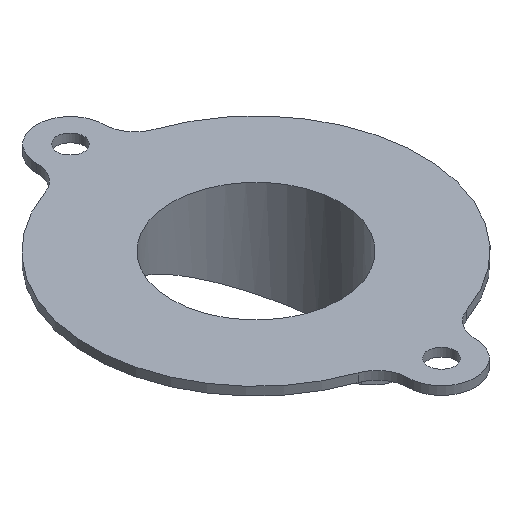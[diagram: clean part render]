
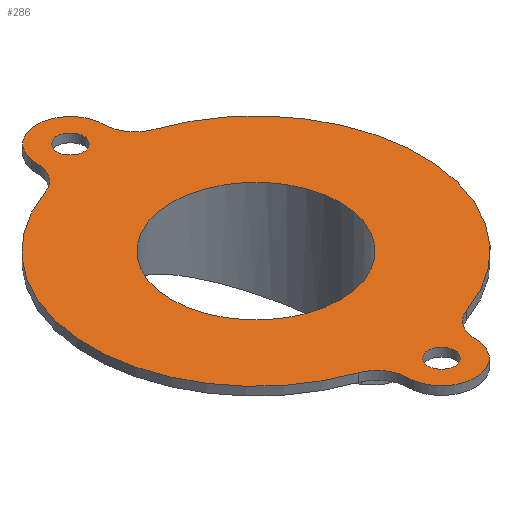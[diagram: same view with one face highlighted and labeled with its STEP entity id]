
A CAD part, isometric view. The second image highlights one B-rep face of the part: STEP entity #286.
In plain terms, the highlighted planar face has unit normal (0, 0, 1).
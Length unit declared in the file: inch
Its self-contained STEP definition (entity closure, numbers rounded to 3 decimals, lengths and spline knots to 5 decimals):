
#15=CIRCLE('',#305,0.3937);
#17=CIRCLE('',#308,0.06299);
#19=CIRCLE('',#311,0.06299);
#20=CIRCLE('',#313,0.14382);
#22=CIRCLE('',#316,0.15748);
#24=CIRCLE('',#319,0.14382);
#26=CIRCLE('',#322,0.77323);
#28=CIRCLE('',#325,0.14382);
#30=CIRCLE('',#328,0.15748);
#32=CIRCLE('',#331,0.14382);
#34=CIRCLE('',#334,0.77323);
#48=FACE_BOUND('',#90,.T.);
#49=FACE_BOUND('',#91,.T.);
#50=FACE_BOUND('',#92,.T.);
#56=PLANE('',#336);
#72=FACE_OUTER_BOUND('',#89,.T.);
#89=EDGE_LOOP('',(#247,#248,#249,#250,#251,#252,#253,#254));
#90=EDGE_LOOP('',(#255));
#91=EDGE_LOOP('',(#256));
#92=EDGE_LOOP('',(#257));
#132=VERTEX_POINT('',#572);
#134=VERTEX_POINT('',#578);
#136=VERTEX_POINT('',#584);
#137=VERTEX_POINT('',#588);
#138=VERTEX_POINT('',#589);
#141=VERTEX_POINT('',#597);
#143=VERTEX_POINT('',#603);
#145=VERTEX_POINT('',#609);
#147=VERTEX_POINT('',#615);
#149=VERTEX_POINT('',#621);
#151=VERTEX_POINT('',#627);
#161=EDGE_CURVE('',#132,#132,#15,.T.);
#164=EDGE_CURVE('',#134,#134,#17,.T.);
#167=EDGE_CURVE('',#136,#136,#19,.T.);
#168=EDGE_CURVE('',#137,#138,#20,.T.);
#172=EDGE_CURVE('',#137,#141,#22,.T.);
#175=EDGE_CURVE('',#143,#141,#24,.T.);
#178=EDGE_CURVE('',#143,#145,#26,.T.);
#181=EDGE_CURVE('',#147,#145,#28,.T.);
#184=EDGE_CURVE('',#147,#149,#30,.T.);
#187=EDGE_CURVE('',#151,#149,#32,.T.);
#190=EDGE_CURVE('',#151,#138,#34,.T.);
#247=ORIENTED_EDGE('',*,*,#190,.T.);
#248=ORIENTED_EDGE('',*,*,#168,.F.);
#249=ORIENTED_EDGE('',*,*,#172,.T.);
#250=ORIENTED_EDGE('',*,*,#175,.F.);
#251=ORIENTED_EDGE('',*,*,#178,.T.);
#252=ORIENTED_EDGE('',*,*,#181,.F.);
#253=ORIENTED_EDGE('',*,*,#184,.T.);
#254=ORIENTED_EDGE('',*,*,#187,.F.);
#255=ORIENTED_EDGE('',*,*,#161,.T.);
#256=ORIENTED_EDGE('',*,*,#167,.T.);
#257=ORIENTED_EDGE('',*,*,#164,.T.);
#286=ADVANCED_FACE('',(#72,#48,#49,#50),#56,.T.);
#305=AXIS2_PLACEMENT_3D('',#574,#349,#350);
#308=AXIS2_PLACEMENT_3D('',#580,#356,#357);
#311=AXIS2_PLACEMENT_3D('',#586,#363,#364);
#313=AXIS2_PLACEMENT_3D('',#590,#367,#368);
#316=AXIS2_PLACEMENT_3D('',#598,#375,#376);
#319=AXIS2_PLACEMENT_3D('',#604,#382,#383);
#322=AXIS2_PLACEMENT_3D('',#610,#389,#390);
#325=AXIS2_PLACEMENT_3D('',#616,#396,#397);
#328=AXIS2_PLACEMENT_3D('',#622,#403,#404);
#331=AXIS2_PLACEMENT_3D('',#628,#410,#411);
#334=AXIS2_PLACEMENT_3D('',#633,#417,#418);
#336=AXIS2_PLACEMENT_3D('',#635,#421,#422);
#349=DIRECTION('center_axis',(0.,0.,-1.));
#350=DIRECTION('ref_axis',(1.,0.,0.));
#356=DIRECTION('center_axis',(0.,0.,-1.));
#357=DIRECTION('ref_axis',(1.,0.,0.));
#363=DIRECTION('center_axis',(0.,0.,-1.));
#364=DIRECTION('ref_axis',(1.,0.,0.));
#367=DIRECTION('center_axis',(0.,0.,1.));
#368=DIRECTION('ref_axis',(1.,0.,0.));
#375=DIRECTION('center_axis',(0.,0.,1.));
#376=DIRECTION('ref_axis',(-1.,0.,0.));
#382=DIRECTION('center_axis',(0.,0.,1.));
#383=DIRECTION('ref_axis',(-0.329,0.944,0.));
#389=DIRECTION('center_axis',(0.,0.,1.));
#390=DIRECTION('ref_axis',(0.329,-0.944,0.));
#396=DIRECTION('center_axis',(0.,0.,1.));
#397=DIRECTION('ref_axis',(-1.,0.,0.));
#403=DIRECTION('center_axis',(0.,0.,1.));
#404=DIRECTION('ref_axis',(1.,0.,0.));
#410=DIRECTION('center_axis',(0.,0.,1.));
#411=DIRECTION('ref_axis',(0.329,-0.944,0.));
#417=DIRECTION('center_axis',(0.,0.,1.));
#418=DIRECTION('ref_axis',(-0.329,0.944,0.));
#421=DIRECTION('center_axis',(0.,0.,1.));
#422=DIRECTION('ref_axis',(-1.,0.,0.));
#572=CARTESIAN_POINT('',(-0.3937,0.,0.47244));
#574=CARTESIAN_POINT('Origin',(0.,0.,0.47244));
#578=CARTESIAN_POINT('',(-0.06299,0.86614,0.47244));
#580=CARTESIAN_POINT('Origin',(0.,0.86614,0.47244));
#584=CARTESIAN_POINT('',(-0.06299,-0.86614,0.47244));
#586=CARTESIAN_POINT('Origin',(0.,-0.86614,0.47244));
#588=CARTESIAN_POINT('',(-0.15748,-0.86614,0.47244));
#589=CARTESIAN_POINT('',(-0.25405,-0.7303,0.47244));
#590=CARTESIAN_POINT('Origin',(-0.3013,-0.86614,0.47244));
#597=CARTESIAN_POINT('',(0.15748,-0.86614,0.47244));
#598=CARTESIAN_POINT('Origin',(0.,-0.86614,0.47244));
#603=CARTESIAN_POINT('',(0.25405,-0.7303,0.47244));
#604=CARTESIAN_POINT('Origin',(0.3013,-0.86614,0.47244));
#609=CARTESIAN_POINT('',(0.25405,0.7303,0.47244));
#610=CARTESIAN_POINT('Origin',(0.,0.,0.47244));
#615=CARTESIAN_POINT('',(0.15748,0.86614,0.47244));
#616=CARTESIAN_POINT('Origin',(0.3013,0.86614,0.47244));
#621=CARTESIAN_POINT('',(-0.15748,0.86614,0.47244));
#622=CARTESIAN_POINT('Origin',(0.,0.86614,0.47244));
#627=CARTESIAN_POINT('',(-0.25405,0.7303,0.47244));
#628=CARTESIAN_POINT('Origin',(-0.3013,0.86614,0.47244));
#633=CARTESIAN_POINT('Origin',(0.,0.,0.47244));
#635=CARTESIAN_POINT('Origin',(0.,0.,0.47244));
